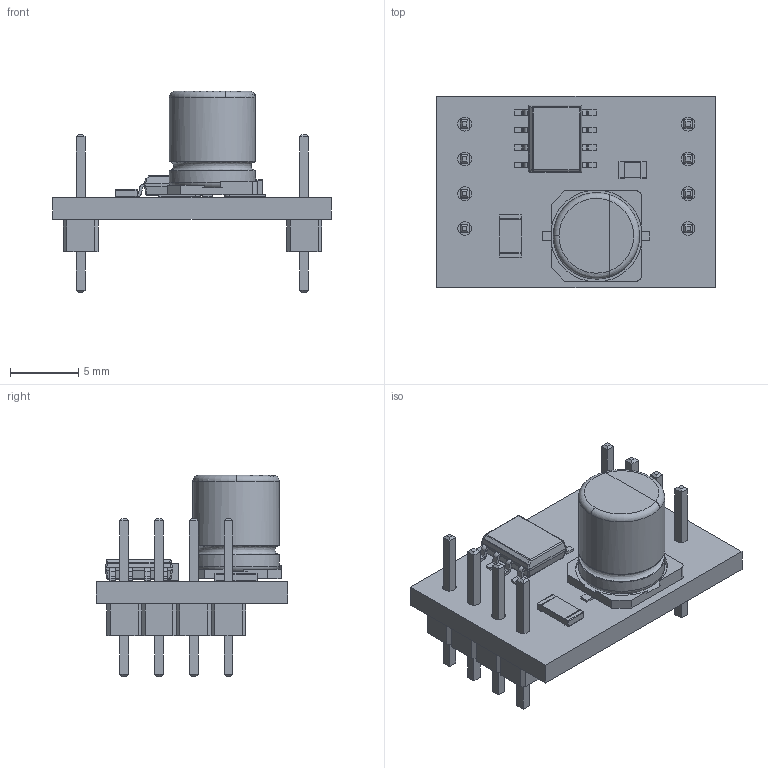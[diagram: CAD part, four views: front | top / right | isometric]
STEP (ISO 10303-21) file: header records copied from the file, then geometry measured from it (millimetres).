
FILE_DESCRIPTION(('KiCad electronic assembly'),'2;1');
FILE_NAME('project-3D_1.step','2024-03-31T19:48:45',('Pcbnew'),('Kicad') ,'Open CASCADE STEP processor 7.6','KiCad to STEP converter','Unknown' );
FILE_SCHEMA(('AUTOMOTIVE_DESIGN { 1 0 10303 214 1 1 1 1 }'));
Length unit declared in the file: millimetre
Products named in the file (12): project-3D_1 1; C_0805_2012Metric; R_1206_3216Metric; PinHeader_1x04_P2.54mm_Vertical; PinHeader_1x04_P254mm_Vertical; CP_Elec_6.3x7.7; CP_Elec_63x77; DRV8871DDA; DDA0008E_ASM; tmpz2m0oy_w_PCB
Assembly tree (12 placements, depth 3):
  project-3D_1 1
    C_0805_2012Metric
      C_0805_2012Metric
    R_1206_3216Metric
      R_1206_3216Metric
    PinHeader_1x04_P2.54mm_Vertical  x2
      PinHeader_1x04_P254mm_Vertical
    CP_Elec_6.3x7.7
      CP_Elec_63x77
    DRV8871DDA
      DDA0008E_ASM
    tmpz2m0oy_w_PCB
Bounding box: 20.32 x 13.97 x 14.7 mm (x, y, z)
Volume: 874.7 mm3; surface area: 1503.6 mm2
Topology: 16 solids, 16 shells, 488 faces, 1183 edges, 747 vertices
Faces by surface type: plane 378, cylinder 93, sphere 10, torus 4, bspline 2, revolution 1
Full cylindrical faces by diameter (mm): 1 x8, 6.3 x2
Entity records: 13351 total; most frequent: CARTESIAN_POINT 2506, ORIENTED_EDGE 1890, DIRECTION 1882, EDGE_CURVE 945, LINE 727, VECTOR 727, VERTEX_POINT 599, AXIS2_PLACEMENT_3D 577
